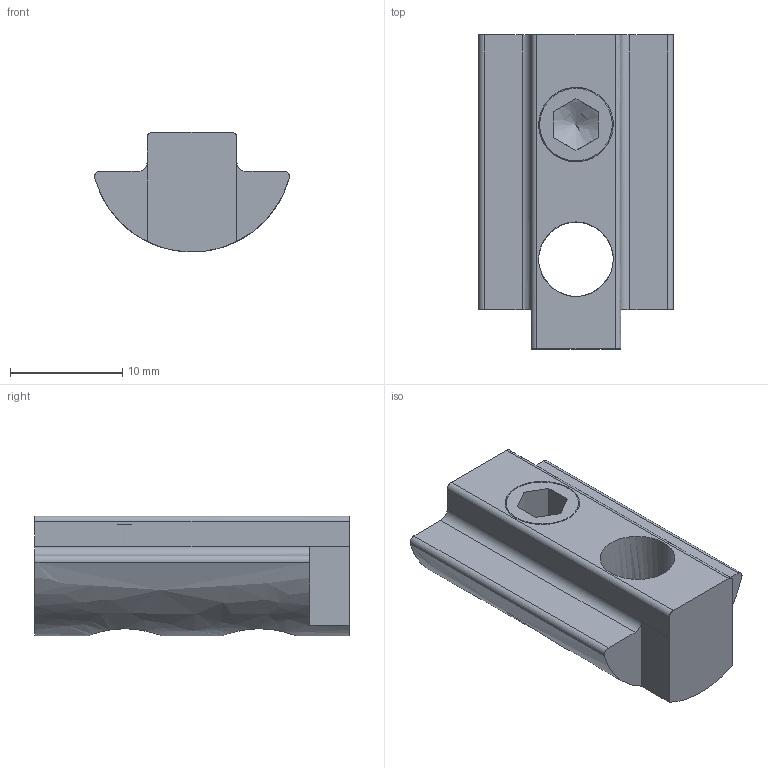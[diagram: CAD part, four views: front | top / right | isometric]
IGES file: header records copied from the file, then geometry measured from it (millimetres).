
Global section: file name: SV2060V_A; native system: Autodesk Inventor 2015; preprocessor: unknown; author: Feuerhake; date: 20151130.104035; units: millimetre
Bounding box: 17.37 x 28 x 10.7 mm (x, y, z)
Volume: 2985.6 mm3; surface area: 2226.9 mm2
Topology: 2 solids, 2 shells, 32 faces, 87 edges, 59 vertices
Faces by surface type: bspline 32
